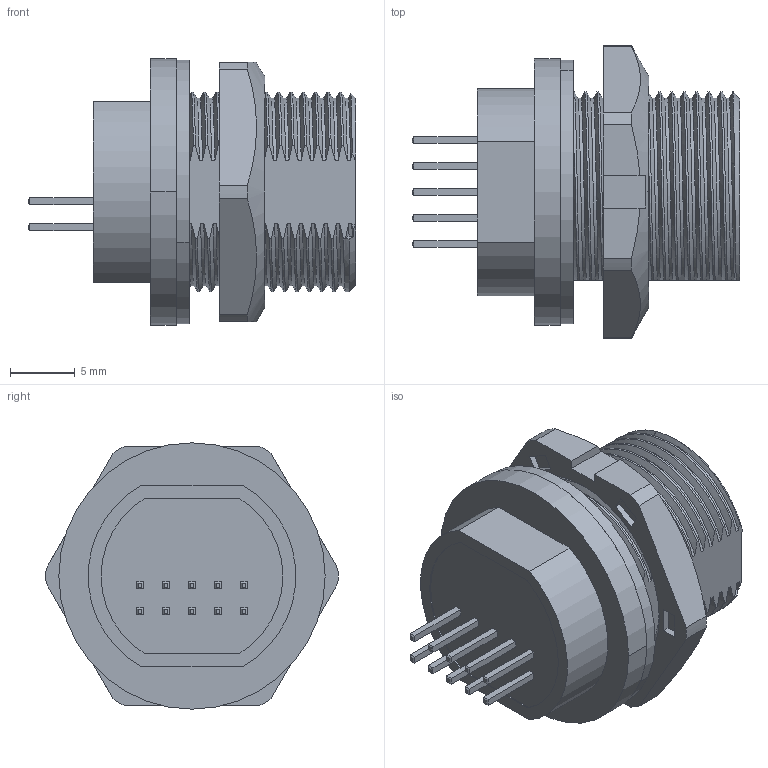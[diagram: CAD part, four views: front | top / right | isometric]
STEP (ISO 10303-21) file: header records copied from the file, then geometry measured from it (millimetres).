
FILE_DESCRIPTION(/* description */ (''),/* implementation_level */ '2;1');
FILE_NAME(/* name */ 'E10TPC-TF1-F.stp',/* time_stamp */ '2021-12-02T12:45:57+08:00',/* author */ (''),/* organization */ (''),/* preprocessor_version */ 'ST-DEVELOPER v16',/* originating_system */ 'SIEMENS PLM Software NX 11.0',/* authorisation */ '');
FILE_SCHEMA (('AUTOMOTIVE_DESIGN { 1 0 10303 214 3 1 1 1 }'));
Length unit declared in the file: millimetre
Products named in the file (5): E10 塑胶六角螺母5-8-27_58869ID; 座子防水垫片_58832ID; TYC 插板式母插头_58855ID; TYC 螺纹式板后座子_58827ID; E10TPC-TF1-F
Assembly tree (4 placements, depth 2):
  E10TPC-TF1-F
    TYC 螺纹式板后座子_58827ID
    TYC 插板式母插头_58855ID
    座子防水垫片_58832ID
    E10 塑胶六角螺母5-8-27_58869ID
Bounding box: 25.2 x 22.5 x 20.5 mm (x, y, z)
Volume: 4334.4 mm3; surface area: 3366.7 mm2
Topology: 3 solids, 4 shells, 280 faces, 762 edges, 513 vertices
Faces by surface type: plane 182, cylinder 53, bspline 36, cone 9
Entity records: 11965 total; most frequent: CARTESIAN_POINT 5234, ORIENTED_EDGE 1524, DIRECTION 1100, EDGE_CURVE 762, VERTEX_POINT 513, LINE 484, VECTOR 484, AXIS2_PLACEMENT_3D 308
